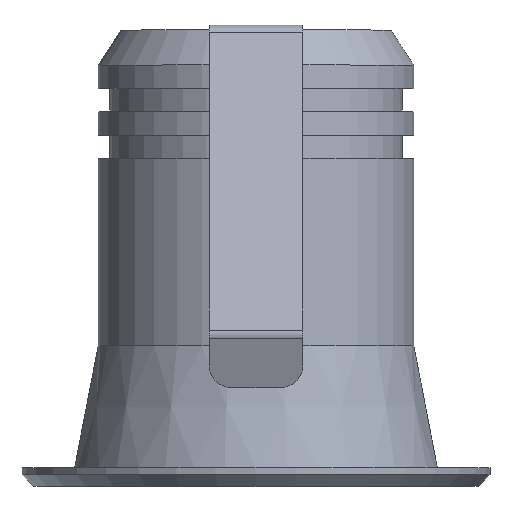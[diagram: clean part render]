
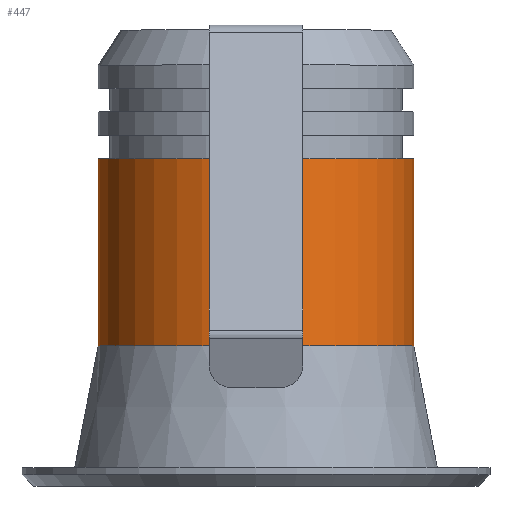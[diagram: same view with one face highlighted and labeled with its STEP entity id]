
A CAD part, top view. The second image highlights one B-rep face of the part: STEP entity #447.
In plain terms, the highlighted cylindrical face has radius 13.5 mm (diameter 27 mm), a partial arc.
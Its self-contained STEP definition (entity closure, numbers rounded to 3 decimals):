
#63=CARTESIAN_POINT('',(0.,0.,0.));
#64=DIRECTION('',(0.,-1.,0.));
#65=DIRECTION('',(1.,0.,0.));
#66=AXIS2_PLACEMENT_3D('',#63,#64,#65);
#178=DIRECTION('',(0.,1.,0.));
#179=VECTOR('',#178,16.);
#180=CARTESIAN_POINT('',(13.5,-16.,0.));
#181=LINE('',#180,#179);
#182=DIRECTION('',(0.,1.,0.));
#183=VECTOR('',#182,16.);
#184=CARTESIAN_POINT('',(-13.5,-16.,0.));
#185=LINE('',#184,#183);
#191=CARTESIAN_POINT('',(0.,-16.,0.));
#192=DIRECTION('',(0.,-1.,0.));
#193=DIRECTION('',(1.,0.,0.));
#194=AXIS2_PLACEMENT_3D('',#191,#192,#193);
#207=CARTESIAN_POINT('',(13.5,-16.,0.));
#209=VERTEX_POINT('',#207);
#210=CARTESIAN_POINT('',(13.5,0.,0.));
#211=VERTEX_POINT('',#210);
#223=CARTESIAN_POINT('',(-13.5,-16.,0.));
#225=VERTEX_POINT('',#223);
#226=CARTESIAN_POINT('',(-13.5,0.,0.));
#227=VERTEX_POINT('',#226);
#436=CARTESIAN_POINT('',(0.,1.4,0.));
#437=DIRECTION('',(0.,-1.,0.));
#438=DIRECTION('',(-1.,0.,0.));
#439=AXIS2_PLACEMENT_3D('',#436,#437,#438);
#440=CYLINDRICAL_SURFACE('',#439,13.5);
#441=ORIENTED_EDGE('',*,*,#427,.F.);
#442=ORIENTED_EDGE('',*,*,#404,.T.);
#443=ORIENTED_EDGE('',*,*,#430,.T.);
#444=ORIENTED_EDGE('',*,*,#239,.F.);
#445=EDGE_LOOP('',(#441,#442,#443,#444));
#446=FACE_OUTER_BOUND('',#445,.F.);
#447=ADVANCED_FACE('',(#446),#440,.T.);
#67=CIRCLE('',#66,13.5);
#195=CIRCLE('',#194,13.5);
#239=EDGE_CURVE('',#211,#227,#67,.T.);
#404=EDGE_CURVE('',#209,#225,#195,.T.);
#427=EDGE_CURVE('',#209,#211,#181,.T.);
#430=EDGE_CURVE('',#225,#227,#185,.T.);
